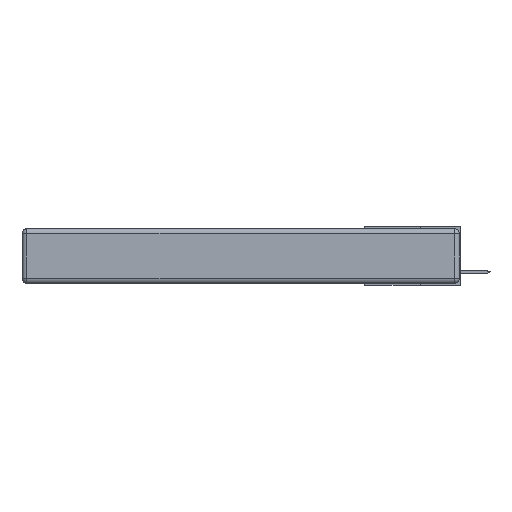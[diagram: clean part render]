
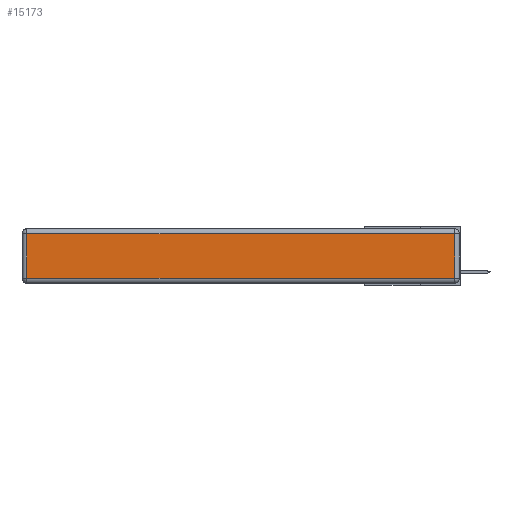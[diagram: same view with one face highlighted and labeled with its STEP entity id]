
A CAD part, left-side view. The second image highlights one B-rep face of the part: STEP entity #15173.
In plain terms, the highlighted planar face has unit normal (-1, 0, 0).
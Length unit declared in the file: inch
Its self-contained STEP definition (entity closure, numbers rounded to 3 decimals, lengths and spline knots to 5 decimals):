
#169 = EDGE_LOOP ( 'NONE', ( #8172, #12919, #23426, #1823 ) ) ;
#461 = CARTESIAN_POINT ( 'NONE',  ( 0., 2.72, -0.313 ) ) ;
#1253 = VECTOR ( 'NONE', #13203, 39.37008 ) ;
#1757 = CARTESIAN_POINT ( 'NONE',  ( 0., 0.03, -0.313 ) ) ;
#1823 = ORIENTED_EDGE ( 'NONE', *, *, #13312, .T. ) ;
#2352 = DIRECTION ( 'NONE',  ( 0., -1., 0. ) ) ;
#2712 = DIRECTION ( 'NONE',  ( 0., 0., -1. ) ) ;
#2867 = LINE ( 'NONE', #17976, #8594 ) ;
#2999 = LINE ( 'NONE', #10437, #12465 ) ;
#3781 = VERTEX_POINT ( 'NONE', #9985 ) ;
#4200 = VERTEX_POINT ( 'NONE', #15233 ) ;
#6270 = DIRECTION ( 'NONE',  ( 0., 0., 1. ) ) ;
#6625 = PLANE ( 'NONE',  #14492 ) ;
#6720 = DIRECTION ( 'NONE',  ( 0., 0., 1. ) ) ;
#8172 = ORIENTED_EDGE ( 'NONE', *, *, #21194, .T. ) ;
#8594 = VECTOR ( 'NONE', #2712, 39.37008 ) ;
#8841 = CARTESIAN_POINT ( 'NONE',  ( 0., 2.75, -0.03 ) ) ;
#9066 = CARTESIAN_POINT ( 'NONE',  ( 0., 0., -0.343 ) ) ;
#9985 = CARTESIAN_POINT ( 'NONE',  ( 0., 2.72, -0.03 ) ) ;
#10437 = CARTESIAN_POINT ( 'NONE',  ( 0., 0.03, -0.343 ) ) ;
#10677 = CARTESIAN_POINT ( 'NONE',  ( 0., 0., -0.313 ) ) ;
#10947 = FACE_OUTER_BOUND ( 'NONE', #169, .T. ) ;
#12465 = VECTOR ( 'NONE', #6270, 39.37008 ) ;
#12919 = ORIENTED_EDGE ( 'NONE', *, *, #25718, .T. ) ;
#13203 = DIRECTION ( 'NONE',  ( 0., 1., 0. ) ) ;
#13312 = EDGE_CURVE ( 'NONE', #3781, #22884, #2867, .T. ) ;
#14492 = AXIS2_PLACEMENT_3D ( 'NONE', #9066, #17733, #6720 ) ;
#15173 = ADVANCED_FACE ( 'NONE', ( #10947 ), #6625, .T. ) ;
#15233 = CARTESIAN_POINT ( 'NONE',  ( 0., 0.03, -0.03 ) ) ;
#16490 = LINE ( 'NONE', #8841, #1253 ) ;
#17659 = LINE ( 'NONE', #10677, #21342 ) ;
#17733 = DIRECTION ( 'NONE',  ( -1., 0., 0. ) ) ;
#17976 = CARTESIAN_POINT ( 'NONE',  ( 0., 2.72, -0.343 ) ) ;
#21194 = EDGE_CURVE ( 'NONE', #22884, #27483, #17659, .T. ) ;
#21342 = VECTOR ( 'NONE', #2352, 39.37008 ) ;
#22884 = VERTEX_POINT ( 'NONE', #461 ) ;
#23426 = ORIENTED_EDGE ( 'NONE', *, *, #27035, .T. ) ;
#25718 = EDGE_CURVE ( 'NONE', #27483, #4200, #2999, .T. ) ;
#27035 = EDGE_CURVE ( 'NONE', #4200, #3781, #16490, .T. ) ;
#27483 = VERTEX_POINT ( 'NONE', #1757 ) ;
